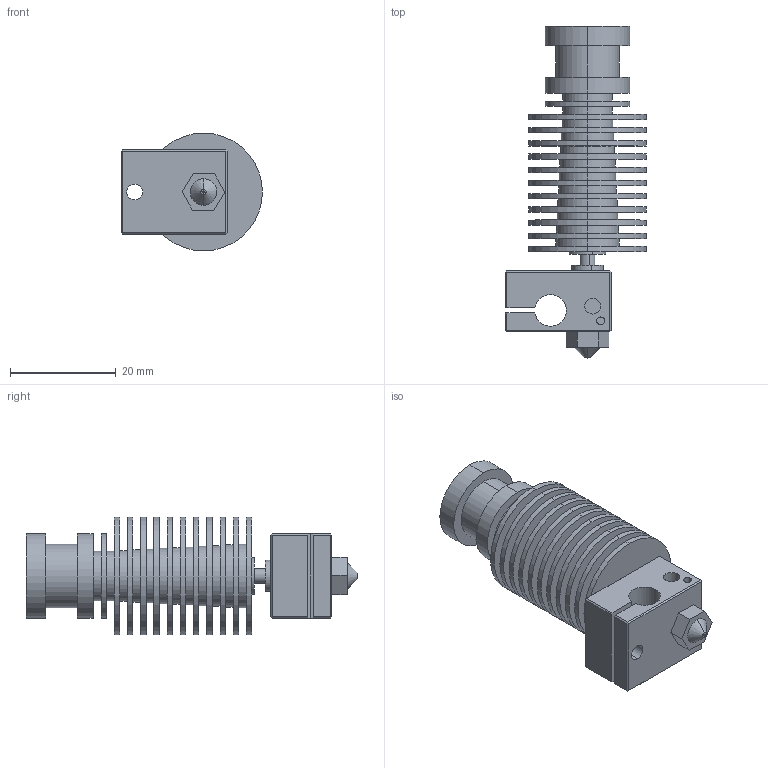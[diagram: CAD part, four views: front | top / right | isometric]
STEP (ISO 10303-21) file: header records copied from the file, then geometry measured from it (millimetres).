
FILE_DESCRIPTION (( 'STEP AP214' ), '1' );
FILE_NAME ('ED3V6.STEP', '2017-02-12T11:47:52', ( '' ), ( '' ), 'SwSTEP 2.0', 'SolidWorks 2016', '' );
FILE_SCHEMA (( 'AUTOMOTIVE_DESIGN' ));
Length unit declared in the file: millimetre
Products named in the file (5): HEATSINK; ED3V6; HEATERBLOCK; HEATBRICK; NOZZLE 0.4
Assembly tree (4 placements, depth 2):
  ED3V6
    HEATSINK
    NOZZLE 0.4
    HEATBRICK
    HEATERBLOCK
Bounding box: 26.65 x 62.8 x 22.3 mm (x, y, z)
Volume: 10475.3 mm3; surface area: 13319.6 mm2
Topology: 4 solids, 4 shells, 191 faces, 395 edges, 246 vertices
Faces by surface type: cylinder 94, plane 77, cone 20
Entity records: 5295 total; most frequent: DIRECTION 991, CARTESIAN_POINT 839, ORIENTED_EDGE 790, AXIS2_PLACEMENT_3D 398, EDGE_CURVE 395, VERTEX_POINT 246, EDGE_LOOP 237, CIRCLE 200
